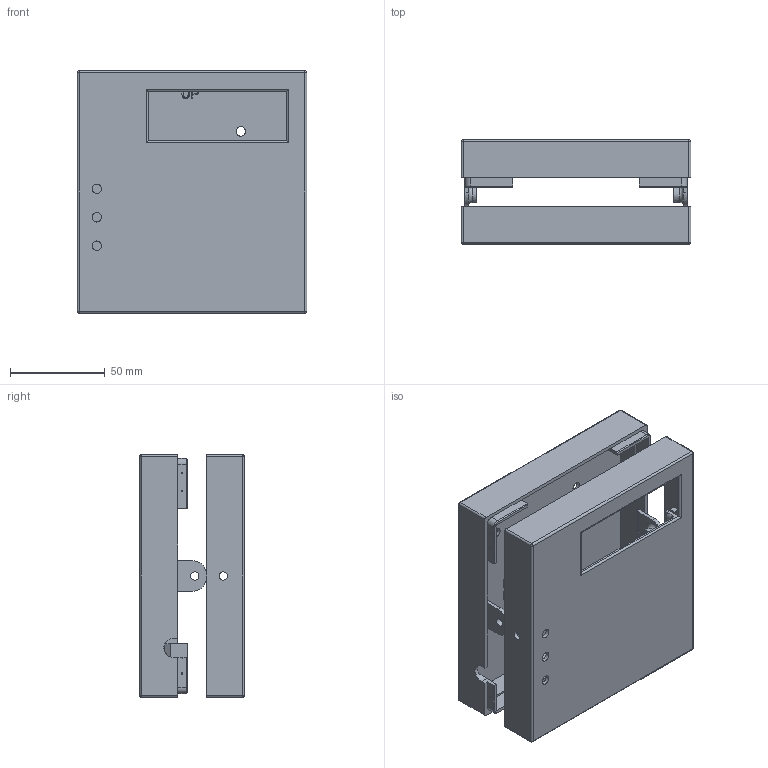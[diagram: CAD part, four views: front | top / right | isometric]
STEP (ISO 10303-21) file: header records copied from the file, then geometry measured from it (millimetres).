
FILE_DESCRIPTION(/* description */ (''),/* implementation_level */ '2;1');
FILE_NAME(/* name */ 'event timer box v24.step',/* time_stamp */ '2025-10-07T16:23:58-07:00',/* author */ (''),/* organization */ (''),/* preprocessor_version */ 'ST-DEVELOPER v20.1',/* originating_system */ 'Autodesk Translation Framework v14.17.0.0',/* authorisation */ '');
FILE_SCHEMA (('AUTOMOTIVE_DESIGN { 1 0 10303 214 3 1 1 }'));
Length unit declared in the file: millimetre
Products named in the file (2): event timer box; Event Timer Case
Assembly tree (1 placements, depth 2):
  event timer box
    Event Timer Case
Bounding box: 121.12 x 55 x 128 mm (x, y, z)
Volume: 100452.3 mm3; surface area: 101801.9 mm2
Topology: 2 solids, 2 shells, 1327 faces, 3639 edges, 2405 vertices
Faces by surface type: bspline 683, plane 550, cylinder 60, cone 16, torus 10, sphere 8
Full cylindrical faces by diameter (mm): 3 x2, 4.35 x10, 5 x5, 8 x6
Entity records: 48293 total; most frequent: CARTESIAN_POINT 19146, ORIENTED_EDGE 7272, DIRECTION 3713, EDGE_CURVE 3636, VERTEX_POINT 2405, LINE 2091, VECTOR 2091, EDGE_LOOP 1439
